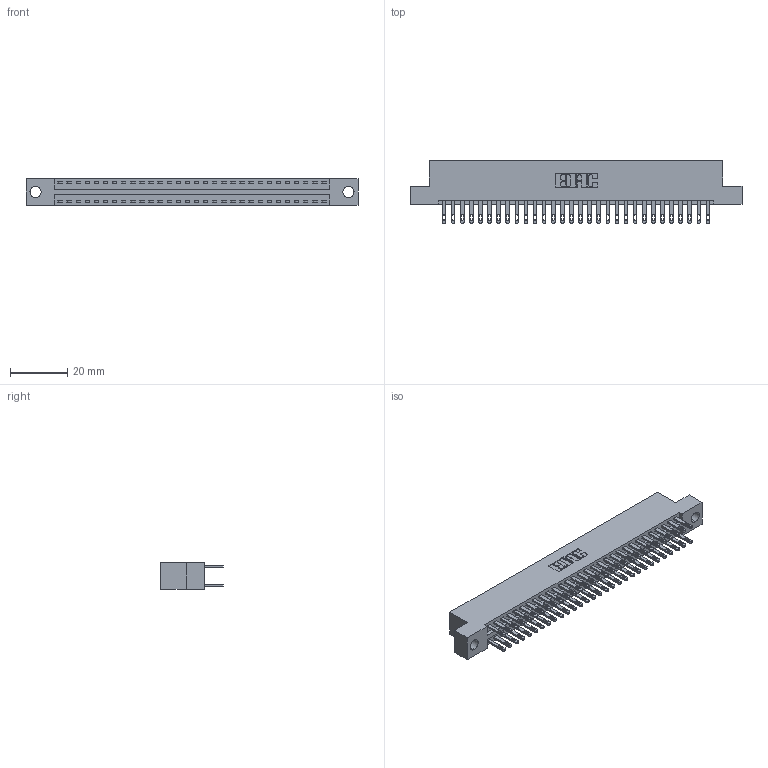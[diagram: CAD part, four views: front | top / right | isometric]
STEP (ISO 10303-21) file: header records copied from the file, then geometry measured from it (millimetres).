
FILE_DESCRIPTION (( 'STEP AP203' ), '1' );
FILE_NAME ('346-060-500-204.STEP', '2022-05-21T10:04:34', ( '' ), ( '' ), 'SwSTEP 2.0', 'SolidWorks 2020', '' );
FILE_SCHEMA (( 'CONFIG_CONTROL_DESIGN' ));
Length unit declared in the file: inch
Products named in the file (3): 345-292-001_345-293-100; 346 Part_Flush Mounting Lugs - 0.156 Dia-TH; 346-060-500-204
Assembly tree (61 placements, depth 2):
  346-060-500-204
    346 Part_Flush Mounting Lugs - 0.156 Dia-TH
    345-292-001_345-293-100  x60
Bounding box: 115.82 x 21.84 x 9.4 mm (x, y, z)
Volume: 11278.5 mm3; surface area: 15790.3 mm2
Topology: 61 solids, 61 shells, 3016 faces, 9185 edges, 6122 vertices
Faces by surface type: plane 1830, cylinder 1186
Entity records: 21543 total; most frequent: CARTESIAN_POINT 3570, ORIENTED_EDGE 3502, DIRECTION 3199, EDGE_CURVE 1751, VECTOR 1495, LINE 1495, VERTEX_POINT 1166, AXIS2_PLACEMENT_3D 852
